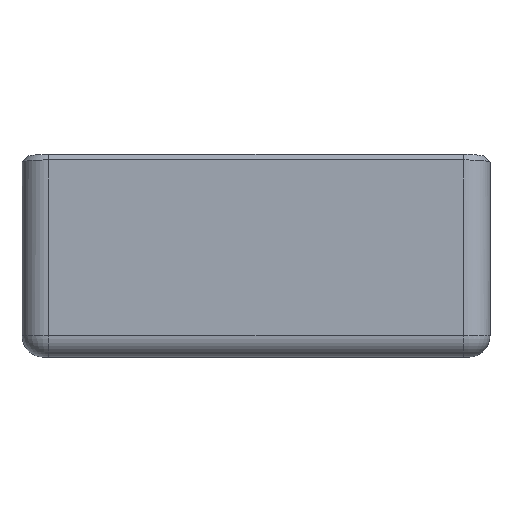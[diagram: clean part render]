
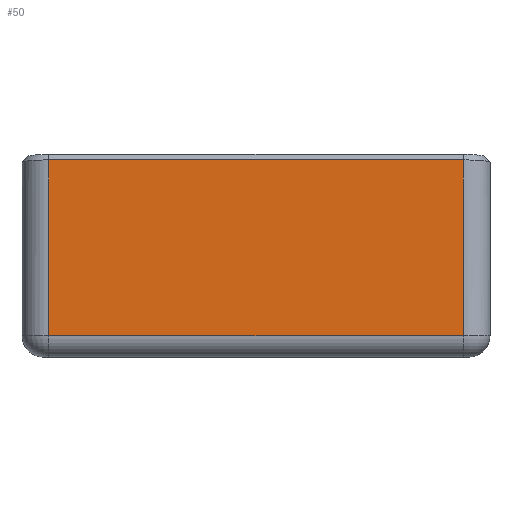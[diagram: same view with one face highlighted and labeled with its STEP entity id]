
A CAD part, top view. The second image highlights one B-rep face of the part: STEP entity #50.
In plain terms, the highlighted planar face has unit normal (0, 0, 1).
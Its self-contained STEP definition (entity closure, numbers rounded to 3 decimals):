
#22 = VERTEX_POINT ( 'NONE', #1848 ) ;
#50 = ADVANCED_FACE ( 'NONE', ( #2542 ), #1204, .F. ) ;
#78 = ORIENTED_EDGE ( 'NONE', *, *, #1520, .T. ) ;
#98 = CARTESIAN_POINT ( 'NONE',  ( -3.25, 4., 11. ) ) ;
#187 = DIRECTION ( 'NONE',  ( 0., -1., 0. ) ) ;
#202 = LINE ( 'NONE', #455, #1521 ) ;
#380 = AXIS2_PLACEMENT_3D ( 'NONE', #98, #582, #2097 ) ;
#389 = VERTEX_POINT ( 'NONE', #1604 ) ;
#426 = EDGE_CURVE ( 'NONE', #1639, #1767, #2459, .T. ) ;
#455 = CARTESIAN_POINT ( 'NONE',  ( -3.25, 0.8, 11. ) ) ;
#458 = ORIENTED_EDGE ( 'NONE', *, *, #2534, .T. ) ;
#582 = DIRECTION ( 'NONE',  ( 0., 0., -1. ) ) ;
#871 = DIRECTION ( 'NONE',  ( -1., 0., 0. ) ) ;
#1012 = VECTOR ( 'NONE', #871, 1000. ) ;
#1082 = CARTESIAN_POINT ( 'NONE',  ( -3.25, 7.369, 11. ) ) ;
#1204 = PLANE ( 'NONE',  #380 ) ;
#1377 = CARTESIAN_POINT ( 'NONE',  ( 10.25, 7.369, 11. ) ) ;
#1520 = EDGE_CURVE ( 'NONE', #22, #389, #1540, .T. ) ;
#1521 = VECTOR ( 'NONE', #2436, 1000. ) ;
#1529 = LINE ( 'NONE', #1082, #1012 ) ;
#1540 = LINE ( 'NONE', #2174, #1906 ) ;
#1554 = EDGE_CURVE ( 'NONE', #1767, #22, #1529, .T. ) ;
#1604 = CARTESIAN_POINT ( 'NONE',  ( -5.25, 0.8, 11. ) ) ;
#1639 = VERTEX_POINT ( 'NONE', #2020 ) ;
#1685 = ORIENTED_EDGE ( 'NONE', *, *, #1554, .T. ) ;
#1767 = VERTEX_POINT ( 'NONE', #1377 ) ;
#1797 = DIRECTION ( 'NONE',  ( 0., 1., 0. ) ) ;
#1809 = ORIENTED_EDGE ( 'NONE', *, *, #426, .T. ) ;
#1848 = CARTESIAN_POINT ( 'NONE',  ( -5.25, 7.369, 11. ) ) ;
#1906 = VECTOR ( 'NONE', #187, 1000. ) ;
#2020 = CARTESIAN_POINT ( 'NONE',  ( 10.25, 0.8, 11. ) ) ;
#2059 = CARTESIAN_POINT ( 'NONE',  ( 10.25, 7.6, 11. ) ) ;
#2097 = DIRECTION ( 'NONE',  ( -1., 0., 0. ) ) ;
#2126 = VECTOR ( 'NONE', #1797, 1000. ) ;
#2174 = CARTESIAN_POINT ( 'NONE',  ( -5.25, 4., 11. ) ) ;
#2436 = DIRECTION ( 'NONE',  ( 1., 0., 0. ) ) ;
#2459 = LINE ( 'NONE', #2059, #2126 ) ;
#2534 = EDGE_CURVE ( 'NONE', #389, #1639, #202, .T. ) ;
#2542 = FACE_OUTER_BOUND ( 'NONE', #2901, .T. ) ;
#2901 = EDGE_LOOP ( 'NONE', ( #1809, #1685, #78, #458 ) ) ;
